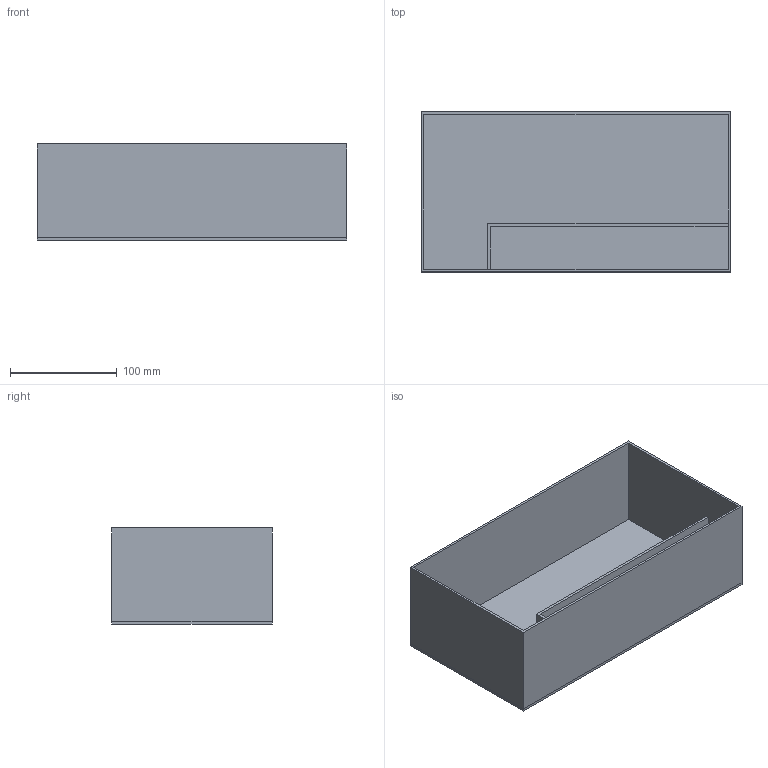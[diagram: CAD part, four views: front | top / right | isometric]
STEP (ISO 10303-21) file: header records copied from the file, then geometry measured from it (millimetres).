
FILE_DESCRIPTION(('FreeCAD Model'),'2;1');
FILE_NAME( 'base.step', '2017-11-08T14:34:54',('Author'),(''), 'Open CASCADE STEP processor 6.8','FreeCAD','Unknown');
FILE_SCHEMA(('AUTOMOTIVE_DESIGN_CC2 { 1 2 10303 214 -1 1 5 4 }'));
Length unit declared in the file: millimetre
Products named in the file (1): Pad002
Bounding box: 290 x 150 x 90 mm (x, y, z)
Volume: 335500 mm3; surface area: 270325 mm2
Topology: 1 solids, 1 shells, 21 faces, 50 edges, 32 vertices
Faces by surface type: plane 21
Entity records: 1263 total; most frequent: CARTESIAN_POINT 204, DIRECTION 194, LINE 150, VECTOR 150, ORIENTED_EDGE 100, PCURVE 100, DEFINITIONAL_REPRESENTATION 100, EDGE_CURVE 50
